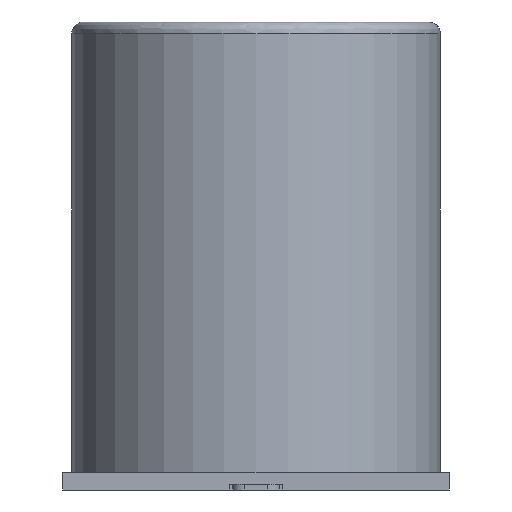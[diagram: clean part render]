
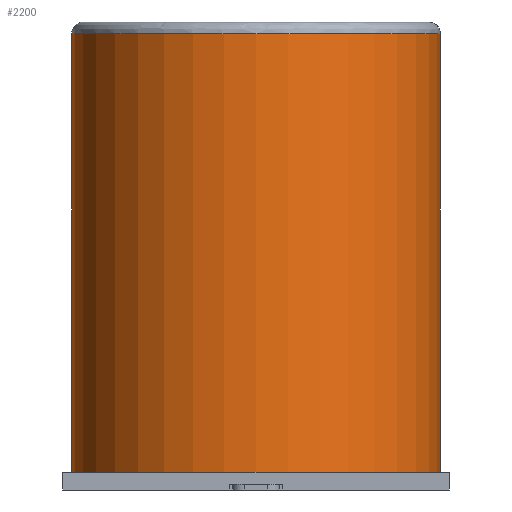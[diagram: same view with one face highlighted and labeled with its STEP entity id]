
A CAD part, front view. The second image highlights one B-rep face of the part: STEP entity #2200.
In plain terms, the highlighted cylindrical face has radius 3.15 mm (diameter 6.3 mm), a partial arc.
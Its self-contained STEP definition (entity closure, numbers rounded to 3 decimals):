
#179 = VERTEX_POINT ( 'NONE', #905 ) ;
#228 = DIRECTION ( 'NONE',  ( 0., 0., -1. ) ) ;
#276 = DIRECTION ( 'NONE',  ( -1., 0., 0. ) ) ;
#282 = EDGE_CURVE ( 'NONE', #2393, #2118, #2291, .T. ) ;
#378 = ORIENTED_EDGE ( 'NONE', *, *, #1971, .T. ) ;
#414 = DIRECTION ( 'NONE',  ( -1., 0., 0. ) ) ;
#424 = DIRECTION ( 'NONE',  ( 0., 0., -1. ) ) ;
#433 = CARTESIAN_POINT ( 'NONE',  ( 3.15, 0., 7.8 ) ) ;
#434 = CARTESIAN_POINT ( 'NONE',  ( 0., 0., 7.8 ) ) ;
#463 = CARTESIAN_POINT ( 'NONE',  ( 0., 0., 7.8 ) ) ;
#599 = CARTESIAN_POINT ( 'NONE',  ( -3.15, 0., 7.8 ) ) ;
#624 = AXIS2_PLACEMENT_3D ( 'NONE', #463, #2262, #276 ) ;
#745 = AXIS2_PLACEMENT_3D ( 'NONE', #2490, #2317, #1641 ) ;
#800 = AXIS2_PLACEMENT_3D ( 'NONE', #434, #424, #414 ) ;
#808 = VERTEX_POINT ( 'NONE', #2353 ) ;
#828 = VECTOR ( 'NONE', #1484, 1000. ) ;
#905 = CARTESIAN_POINT ( 'NONE',  ( -3.15, 0., 0.3 ) ) ;
#967 = CYLINDRICAL_SURFACE ( 'NONE', #624, 3.15 ) ;
#1276 = CIRCLE ( 'NONE', #745, 3.15 ) ;
#1382 = CARTESIAN_POINT ( 'NONE',  ( 3.15, 0., 0.3 ) ) ;
#1483 = FACE_OUTER_BOUND ( 'NONE', #1652, .T. ) ;
#1484 = DIRECTION ( 'NONE',  ( 0., 0., -1. ) ) ;
#1589 = LINE ( 'NONE', #599, #828 ) ;
#1641 = DIRECTION ( 'NONE',  ( -1., 0., 0. ) ) ;
#1652 = EDGE_LOOP ( 'NONE', ( #1894, #378, #2721, #2679 ) ) ;
#1697 = VECTOR ( 'NONE', #228, 1000. ) ;
#1894 = ORIENTED_EDGE ( 'NONE', *, *, #282, .F. ) ;
#1971 = EDGE_CURVE ( 'NONE', #2393, #808, #2583, .T. ) ;
#1979 = EDGE_CURVE ( 'NONE', #179, #2118, #1276, .T. ) ;
#2118 = VERTEX_POINT ( 'NONE', #1382 ) ;
#2200 = ADVANCED_FACE ( 'NONE', ( #1483 ), #967, .T. ) ;
#2262 = DIRECTION ( 'NONE',  ( 0., 0., -1. ) ) ;
#2291 = LINE ( 'NONE', #433, #1697 ) ;
#2317 = DIRECTION ( 'NONE',  ( 0., 0., 1. ) ) ;
#2353 = CARTESIAN_POINT ( 'NONE',  ( -3.15, 0., 7.8 ) ) ;
#2380 = EDGE_CURVE ( 'NONE', #808, #179, #1589, .T. ) ;
#2393 = VERTEX_POINT ( 'NONE', #2396 ) ;
#2396 = CARTESIAN_POINT ( 'NONE',  ( 3.15, 0., 7.8 ) ) ;
#2490 = CARTESIAN_POINT ( 'NONE',  ( 0., 0., 0.3 ) ) ;
#2583 = CIRCLE ( 'NONE', #800, 3.15 ) ;
#2679 = ORIENTED_EDGE ( 'NONE', *, *, #1979, .T. ) ;
#2721 = ORIENTED_EDGE ( 'NONE', *, *, #2380, .T. ) ;
